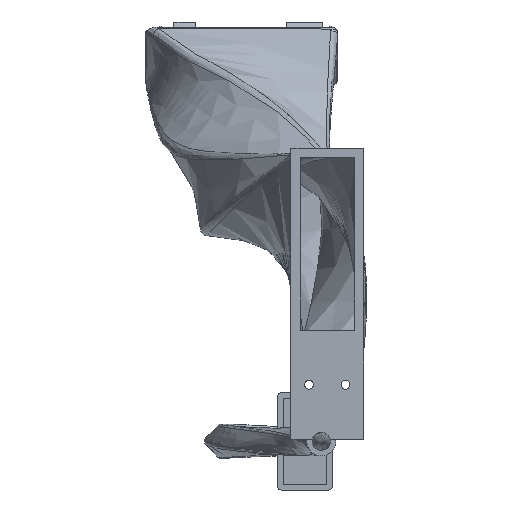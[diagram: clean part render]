
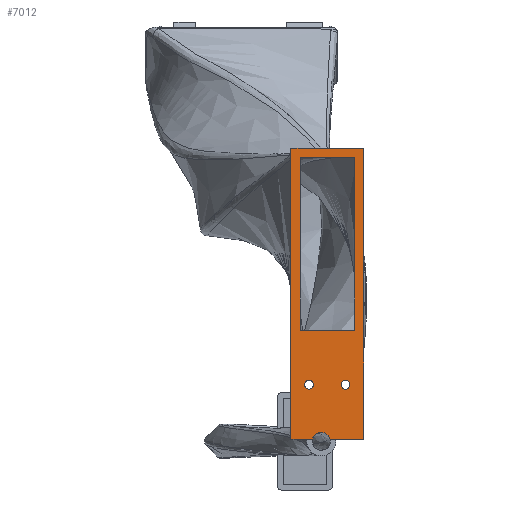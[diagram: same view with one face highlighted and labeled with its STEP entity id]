
A CAD part, front view. The second image highlights one B-rep face of the part: STEP entity #7012.
In plain terms, the highlighted planar face has unit normal (0, -1, 0).
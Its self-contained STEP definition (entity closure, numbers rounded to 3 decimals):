
#1498=CARTESIAN_POINT('',(-30.,0.,52.585));
#1499=DIRECTION('',(0.,-1.,0.));
#1500=DIRECTION('',(1.,0.,0.));
#1501=AXIS2_PLACEMENT_3D('',#1498,#1499,#1500);
#1503=CARTESIAN_POINT('',(-30.,0.,52.585));
#1504=DIRECTION('',(0.,-1.,0.));
#1505=DIRECTION('',(-1.,0.,0.));
#1506=AXIS2_PLACEMENT_3D('',#1503,#1504,#1505);
#1508=CARTESIAN_POINT('',(-10.,0.,52.585));
#1509=DIRECTION('',(0.,-1.,0.));
#1510=DIRECTION('',(1.,0.,0.));
#1511=AXIS2_PLACEMENT_3D('',#1508,#1509,#1510);
#1513=CARTESIAN_POINT('',(-10.,0.,52.585));
#1514=DIRECTION('',(0.,-1.,0.));
#1515=DIRECTION('',(-1.,0.,0.));
#1516=AXIS2_PLACEMENT_3D('',#1513,#1514,#1515);
#1518=DIRECTION('',(0.,0.,-1.));
#1519=VECTOR('',#1518,95.);
#1520=CARTESIAN_POINT('',(-35.,0.,177.585));
#1521=LINE('',#1520,#1519);
#1522=DIRECTION('',(1.,0.,0.));
#1523=VECTOR('',#1522,30.);
#1524=CARTESIAN_POINT('',(-35.,0.,82.585));
#1525=LINE('',#1524,#1523);
#1526=DIRECTION('',(0.,0.,1.));
#1527=VECTOR('',#1526,95.);
#1528=CARTESIAN_POINT('',(-5.,0.,82.585));
#1529=LINE('',#1528,#1527);
#1530=DIRECTION('',(-1.,0.,0.));
#1531=VECTOR('',#1530,30.);
#1532=CARTESIAN_POINT('',(-5.,0.,177.585));
#1533=LINE('',#1532,#1531);
#1534=DIRECTION('',(-1.,0.,0.));
#1535=VECTOR('',#1534,11.834);
#1536=CARTESIAN_POINT('',(-28.166,0.,22.585));
#1537=LINE('',#1536,#1535);
#1538=DIRECTION('',(0.,0.,1.));
#1539=VECTOR('',#1538,160.);
#1540=CARTESIAN_POINT('',(-40.,0.,22.585));
#1541=LINE('',#1540,#1539);
#1542=DIRECTION('',(1.,0.,0.));
#1543=VECTOR('',#1542,40.);
#1544=CARTESIAN_POINT('',(-40.,0.,182.585));
#1545=LINE('',#1544,#1543);
#1546=DIRECTION('',(-1.,0.,0.));
#1547=VECTOR('',#1546,18.434);
#1548=CARTESIAN_POINT('',(0.,0.,22.585));
#1549=LINE('',#1548,#1547);
#1614=CARTESIAN_POINT('',(-23.3,0.,21.435));
#1615=DIRECTION('',(0.,1.,0.));
#1616=DIRECTION('',(-0.973,0.,0.23));
#1617=AXIS2_PLACEMENT_3D('',#1614,#1615,#1616);
#2839=DIRECTION('',(0.,0.,1.));
#2840=VECTOR('',#2839,160.);
#2841=CARTESIAN_POINT('',(0.,0.,22.585));
#2842=LINE('',#2841,#2840);
#2980=CARTESIAN_POINT('',(-40.,0.,22.585));
#2981=CARTESIAN_POINT('',(-40.,0.,182.585));
#2982=VERTEX_POINT('',#2980);
#2983=VERTEX_POINT('',#2981);
#2984=CARTESIAN_POINT('',(0.,0.,182.585));
#2985=VERTEX_POINT('',#2984);
#3009=CARTESIAN_POINT('',(-35.,0.,177.585));
#3010=CARTESIAN_POINT('',(-35.,0.,82.585));
#3011=VERTEX_POINT('',#3009);
#3012=VERTEX_POINT('',#3010);
#3013=CARTESIAN_POINT('',(-5.,0.,82.585));
#3014=VERTEX_POINT('',#3013);
#3015=CARTESIAN_POINT('',(-5.,0.,177.585));
#3016=VERTEX_POINT('',#3015);
#3025=CARTESIAN_POINT('',(0.,0.,22.585));
#3027=VERTEX_POINT('',#3025);
#3033=CARTESIAN_POINT('',(-27.55,0.,52.585));
#3034=CARTESIAN_POINT('',(-32.45,0.,52.585));
#3035=VERTEX_POINT('',#3033);
#3036=VERTEX_POINT('',#3034);
#3037=CARTESIAN_POINT('',(-7.55,0.,52.585));
#3038=CARTESIAN_POINT('',(-12.45,0.,52.585));
#3039=VERTEX_POINT('',#3037);
#3040=VERTEX_POINT('',#3038);
#3273=CARTESIAN_POINT('',(-28.166,0.,22.585));
#3275=VERTEX_POINT('',#3273);
#3277=CARTESIAN_POINT('',(-18.434,0.,22.585));
#3279=VERTEX_POINT('',#3277);
#6972=CARTESIAN_POINT('',(0.,0.,0.));
#6973=DIRECTION('',(0.,1.,0.));
#6974=DIRECTION('',(1.,0.,0.));
#6975=AXIS2_PLACEMENT_3D('',#6972,#6973,#6974);
#6976=PLANE('',#6975);
#6978=ORIENTED_EDGE('',*,*,#6977,.F.);
#6980=ORIENTED_EDGE('',*,*,#6979,.T.);
#6982=ORIENTED_EDGE('',*,*,#6981,.T.);
#6984=ORIENTED_EDGE('',*,*,#6983,.T.);
#6986=ORIENTED_EDGE('',*,*,#6985,.F.);
#6988=ORIENTED_EDGE('',*,*,#6987,.T.);
#6989=EDGE_LOOP('',(#6978,#6980,#6982,#6984,#6986,#6988));
#6990=FACE_OUTER_BOUND('',#6989,.F.);
#6992=ORIENTED_EDGE('',*,*,#6991,.T.);
#6994=ORIENTED_EDGE('',*,*,#6993,.T.);
#6995=EDGE_LOOP('',(#6992,#6994));
#6996=FACE_BOUND('',#6995,.F.);
#6997=ORIENTED_EDGE('',*,*,#6962,.T.);
#6999=ORIENTED_EDGE('',*,*,#6998,.T.);
#7001=ORIENTED_EDGE('',*,*,#7000,.T.);
#7003=ORIENTED_EDGE('',*,*,#7002,.T.);
#7004=EDGE_LOOP('',(#6997,#6999,#7001,#7003));
#7005=FACE_BOUND('',#7004,.F.);
#7007=ORIENTED_EDGE('',*,*,#7006,.T.);
#7009=ORIENTED_EDGE('',*,*,#7008,.T.);
#7010=EDGE_LOOP('',(#7007,#7009));
#7011=FACE_BOUND('',#7010,.F.);
#7012=ADVANCED_FACE('',(#6990,#6996,#7005,#7011),#6976,.F.);
#1502=CIRCLE('',#1501,2.45);
#1507=CIRCLE('',#1506,2.45);
#1512=CIRCLE('',#1511,2.45);
#1517=CIRCLE('',#1516,2.45);
#1618=CIRCLE('',#1617,5.);
#6962=EDGE_CURVE('',#3011,#3012,#1521,.T.);
#6977=EDGE_CURVE('',#3275,#3279,#1618,.T.);
#6979=EDGE_CURVE('',#3275,#2982,#1537,.T.);
#6981=EDGE_CURVE('',#2982,#2983,#1541,.T.);
#6983=EDGE_CURVE('',#2983,#2985,#1545,.T.);
#6985=EDGE_CURVE('',#3027,#2985,#2842,.T.);
#6987=EDGE_CURVE('',#3027,#3279,#1549,.T.);
#6991=EDGE_CURVE('',#3039,#3040,#1512,.T.);
#6993=EDGE_CURVE('',#3040,#3039,#1517,.T.);
#6998=EDGE_CURVE('',#3012,#3014,#1525,.T.);
#7000=EDGE_CURVE('',#3014,#3016,#1529,.T.);
#7002=EDGE_CURVE('',#3016,#3011,#1533,.T.);
#7006=EDGE_CURVE('',#3035,#3036,#1502,.T.);
#7008=EDGE_CURVE('',#3036,#3035,#1507,.T.);
